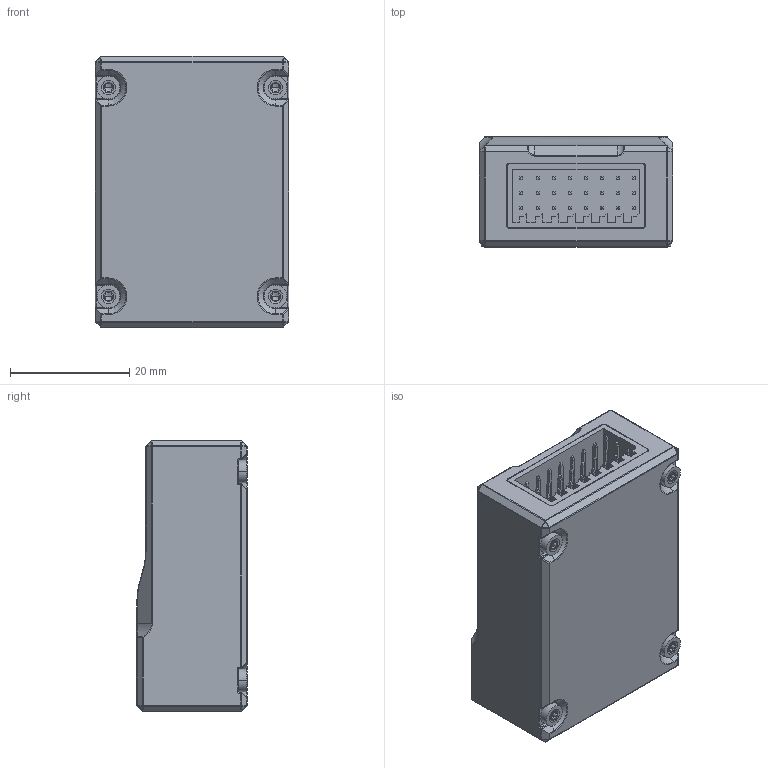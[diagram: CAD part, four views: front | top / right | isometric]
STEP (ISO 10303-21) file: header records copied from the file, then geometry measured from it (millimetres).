
FILE_DESCRIPTION((''),'2;1');
FILE_NAME('NAZA','2013-08-04T',('GeO'),(''),'PRO/ENGINEER BY PARAMETRIC TECHNOLOGY CORPORATION, 2012130','PRO/ENGINEER BY PARAMETRIC TECHNOLOGY CORPORATION, 2012130','');
FILE_SCHEMA(('CONFIG_CONTROL_DESIGN'));
Length unit declared in the file: millimetre
Products named in the file (1): NAZA
Bounding box: 32.5 x 18.5 x 45.5 mm (x, y, z)
Volume: 22331.1 mm3; surface area: 10574.4 mm2
Topology: 1 solids, 1 shells, 1090 faces, 2556 edges, 1528 vertices
Faces by surface type: plane 719, cylinder 244, sphere 75, torus 20, cone 20, bspline 12
Entity records: 48111 total; most frequent: CARTESIAN_POINT 6650, ORIENTED_EDGE 5096, DIRECTION 5067, PRESENTATION_STYLE_ASSIGNMENT 3297, STYLED_ITEM 2549, CURVE_STYLE 2548, EDGE_CURVE 2548, VECTOR 1927
